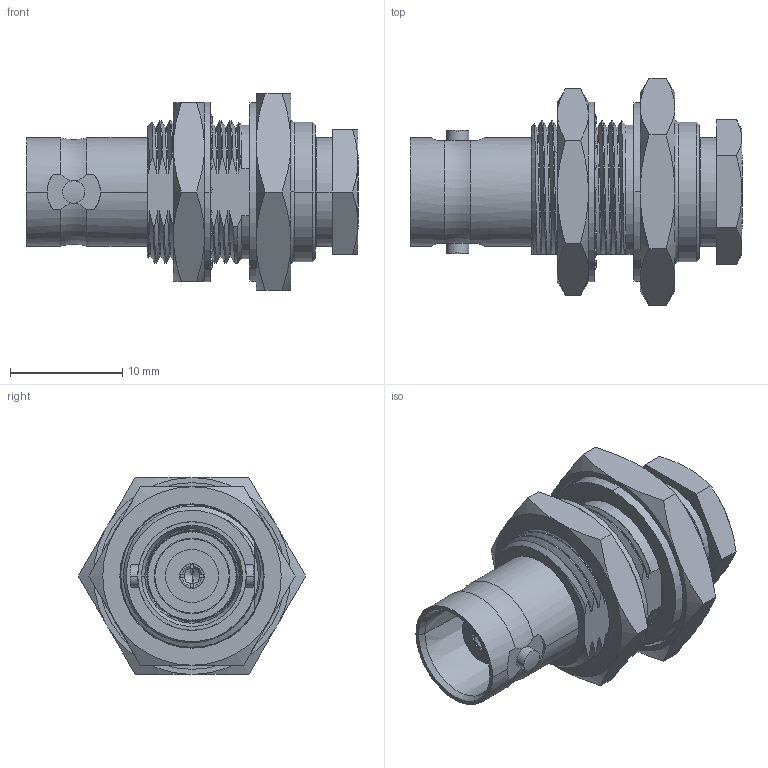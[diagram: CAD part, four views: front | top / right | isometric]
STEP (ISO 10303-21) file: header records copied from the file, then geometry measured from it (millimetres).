
FILE_DESCRIPTION((''),'2;1');
FILE_NAME('31-6332_SW0001','2016-08-30T',('Anand'),(''),'PRO/ENGINEER BY PARAMETRIC TECHNOLOGY CORPORATION, 2014440','PRO/ENGINEER BY PARAMETRIC TECHNOLOGY CORPORATION, 2014440','');
FILE_SCHEMA(('CONFIG_CONTROL_DESIGN'));
Length unit declared in the file: millimetre
Products named in the file (1): 31-6332_SW0001
Bounding box: 29.52 x 20.2 x 17.49 mm (x, y, z)
Surface area: 3875.5 mm2 (no closed solid volume)
Topology: 0 solids, 14 shells, 433 faces, 1473 edges, 1057 vertices
Faces by surface type: cone 137, bspline 124, cylinder 85, plane 81, torus 6
Entity records: 31982 total; most frequent: CARTESIAN_POINT 20352, ORIENTED_EDGE 2445, DIRECTION 2029, EDGE_CURVE 1469, VERTEX_POINT 1057, AXIS2_PLACEMENT_3D 707, VECTOR 615, LINE 615
